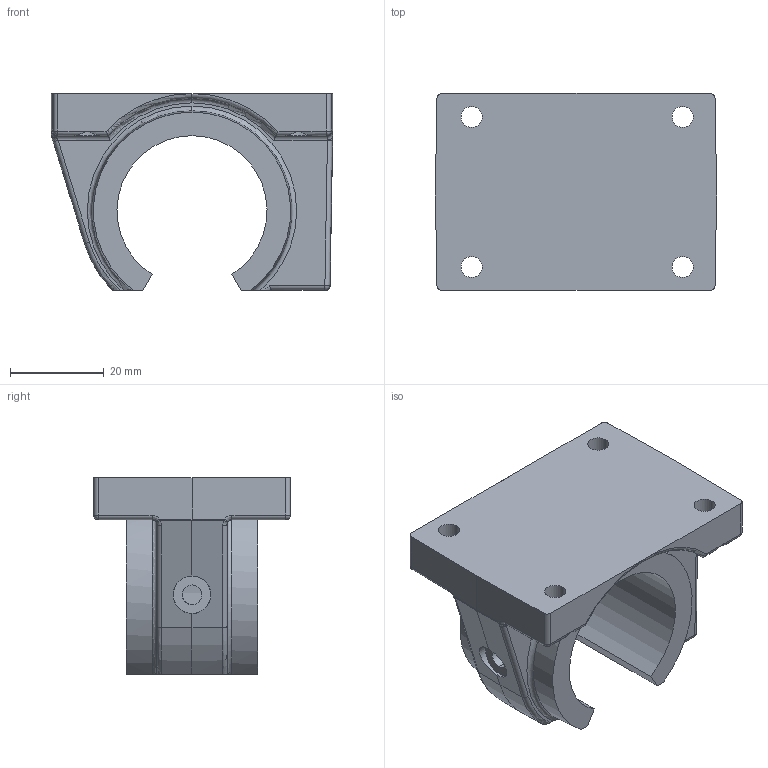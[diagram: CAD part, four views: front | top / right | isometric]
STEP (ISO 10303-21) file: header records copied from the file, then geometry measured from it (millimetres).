
FILE_DESCRIPTION (( 'STEP AP203' ), '1' );
FILE_NAME ('../0300_3-D-Daten/KGGO67-20.step', '2021-12-20T20:04:32', ( '' ), ( '' ), 'SwSTEP 2.0', 'SolidWorks 2021', '' );
FILE_SCHEMA (( 'CONFIG_CONTROL_DESIGN' ));
Length unit declared in the file: millimetre
Products named in the file (1): ../0300_3-D-Daten/KGGO67-20
Bounding box: 59.98 x 42 x 42 mm (x, y, z)
Volume: 36842.5 mm3; surface area: 13493.9 mm2
Topology: 1 solids, 1 shells, 134 faces, 325 edges, 191 vertices
Faces by surface type: cylinder 59, plane 36, torus 16, bspline 8, sphere 8, cone 7
Entity records: 4319 total; most frequent: CARTESIAN_POINT 1208, ORIENTED_EDGE 646, DIRECTION 637, EDGE_CURVE 323, AXIS2_PLACEMENT_3D 256, VERTEX_POINT 191, EDGE_LOOP 144, ADVANCED_FACE 134
